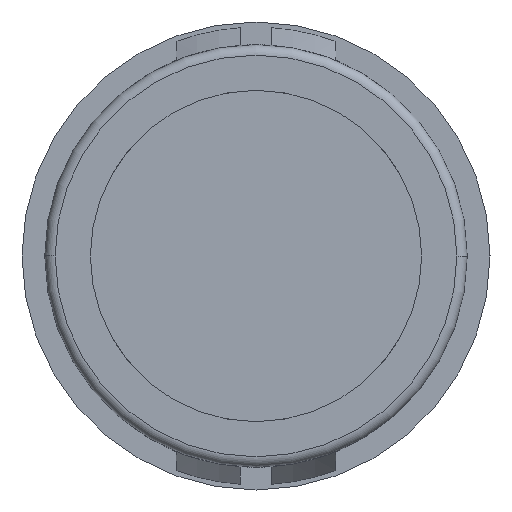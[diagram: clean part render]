
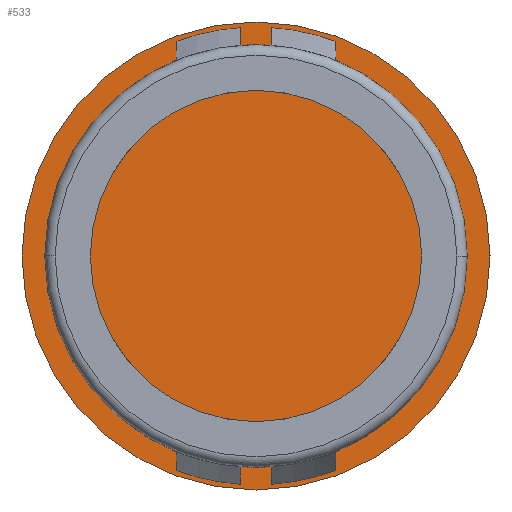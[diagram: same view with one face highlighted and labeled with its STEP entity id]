
A CAD part, front view. The second image highlights one B-rep face of the part: STEP entity #533.
In plain terms, the highlighted planar face has unit normal (0, -1, 0).
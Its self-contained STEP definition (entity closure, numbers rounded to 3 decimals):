
#180 = AXIS2_PLACEMENT_3D ( 'NONE', #847, #851, #852 ) ;
#220 = AXIS2_PLACEMENT_3D ( 'NONE', #838, #845, #846 ) ;
#228 = FACE_BOUND ( 'NONE', #699, .T. ) ;
#256 = AXIS2_PLACEMENT_3D ( 'NONE', #1929, #1933, #1934 ) ;
#258 = AXIS2_PLACEMENT_3D ( 'NONE', #1059, #1060, #1061 ) ;
#264 = AXIS2_PLACEMENT_3D ( 'NONE', #882, #883, #884 ) ;
#266 = FACE_OUTER_BOUND ( 'NONE', #674, .T. ) ;
#267 = FACE_BOUND ( 'NONE', #693, .T. ) ;
#301 = AXIS2_PLACEMENT_3D ( 'NONE', #780, #781, #782 ) ;
#305 = AXIS2_PLACEMENT_3D ( 'NONE', #1050, #1051, #1052 ) ;
#332 = VECTOR ( 'NONE', #1272, 1000. ) ;
#334 = VECTOR ( 'NONE', #1275, 1000. ) ;
#336 = VECTOR ( 'NONE', #1235, 1000. ) ;
#342 = VECTOR ( 'NONE', #1186, 1000. ) ;
#343 = AXIS2_PLACEMENT_3D ( 'NONE', #1217, #1218, #1219 ) ;
#346 = AXIS2_PLACEMENT_3D ( 'NONE', #1177, #1181, #1182 ) ;
#366 = AXIS2_PLACEMENT_3D ( 'NONE', #1943, #1944, #1945 ) ;
#397 = VERTEX_POINT ( 'NONE', #1670 ) ;
#410 = VERTEX_POINT ( 'NONE', #1682 ) ;
#417 = VERTEX_POINT ( 'NONE', #1687 ) ;
#463 = EDGE_CURVE ( 'NONE', #1551, #417, #1391, .T. ) ;
#493 = EDGE_CURVE ( 'NONE', #1540, #1552, #1371, .T. ) ;
#496 = EDGE_CURVE ( 'NONE', #1508, #1543, #1354, .T. ) ;
#502 = EDGE_CURVE ( 'NONE', #410, #397, #1464, .T. ) ;
#522 = EDGE_CURVE ( 'NONE', #1546, #1515, #1435, .T. ) ;
#524 = EDGE_CURVE ( 'NONE', #1558, #1540, #1427, .T. ) ;
#533 = ADVANCED_FACE ( 'NONE', ( #228, #267, #266 ), #881, .T. ) ;
#609 = ORIENTED_EDGE ( 'NONE', *, *, #496, .T. ) ;
#610 = ORIENTED_EDGE ( 'NONE', *, *, #1470, .T. ) ;
#611 = ORIENTED_EDGE ( 'NONE', *, *, #1381, .T. ) ;
#613 = ORIENTED_EDGE ( 'NONE', *, *, #522, .T. ) ;
#614 = ORIENTED_EDGE ( 'NONE', *, *, #1469, .F. ) ;
#615 = ORIENTED_EDGE ( 'NONE', *, *, #1445, .T. ) ;
#616 = ORIENTED_EDGE ( 'NONE', *, *, #1437, .T. ) ;
#617 = ORIENTED_EDGE ( 'NONE', *, *, #1454, .F. ) ;
#618 = ORIENTED_EDGE ( 'NONE', *, *, #1436, .T. ) ;
#619 = ORIENTED_EDGE ( 'NONE', *, *, #502, .F. ) ;
#620 = ORIENTED_EDGE ( 'NONE', *, *, #463, .T. ) ;
#621 = ORIENTED_EDGE ( 'NONE', *, *, #524, .T. ) ;
#622 = ORIENTED_EDGE ( 'NONE', *, *, #493, .T. ) ;
#626 = CARTESIAN_POINT ( 'NONE',  ( 5.35, 0., -5.948 ) ) ;
#629 = CARTESIAN_POINT ( 'NONE',  ( 5.35, 0., 8.684 ) ) ;
#674 = EDGE_LOOP ( 'NONE', ( #713, #619 ) ) ;
#693 = EDGE_LOOP ( 'NONE', ( #610, #621, #622, #616, #615, #609 ) ) ;
#699 = EDGE_LOOP ( 'NONE', ( #614, #620, #611, #617, #613, #618 ) ) ;
#713 = ORIENTED_EDGE ( 'NONE', *, *, #1376, .F. ) ;
#780 = CARTESIAN_POINT ( 'NONE',  ( 0., 0., 0. ) ) ;
#781 = DIRECTION ( 'NONE',  ( 0., 1., 0. ) ) ;
#782 = DIRECTION ( 'NONE',  ( -1., 0., 0. ) ) ;
#838 = CARTESIAN_POINT ( 'NONE',  ( 0., 0., 0. ) ) ;
#845 = DIRECTION ( 'NONE',  ( 0., -1., 0. ) ) ;
#846 = DIRECTION ( 'NONE',  ( 1., 0., 0. ) ) ;
#847 = CARTESIAN_POINT ( 'NONE',  ( 0., 0., 0. ) ) ;
#851 = DIRECTION ( 'NONE',  ( 0., 1., 0. ) ) ;
#852 = DIRECTION ( 'NONE',  ( 1., 0., 0. ) ) ;
#881 = PLANE ( 'NONE',  #264 ) ;
#882 = CARTESIAN_POINT ( 'NONE',  ( -11.05, 0., 0. ) ) ;
#883 = DIRECTION ( 'NONE',  ( 0., -1., 0. ) ) ;
#884 = DIRECTION ( 'NONE',  ( 1., 0., 0. ) ) ;
#1050 = CARTESIAN_POINT ( 'NONE',  ( 0., 0., 0. ) ) ;
#1051 = DIRECTION ( 'NONE',  ( 0., 1., 0. ) ) ;
#1052 = DIRECTION ( 'NONE',  ( -1., 0., 0. ) ) ;
#1059 = CARTESIAN_POINT ( 'NONE',  ( 0., 0., 0. ) ) ;
#1060 = DIRECTION ( 'NONE',  ( 0., 1., 0. ) ) ;
#1061 = DIRECTION ( 'NONE',  ( 1., 0., 0. ) ) ;
#1177 = CARTESIAN_POINT ( 'NONE',  ( 0., 0., 0. ) ) ;
#1181 = DIRECTION ( 'NONE',  ( 0., -1., 0. ) ) ;
#1182 = DIRECTION ( 'NONE',  ( 1., 0., 0. ) ) ;
#1184 = LINE ( 'NONE', #1185, #342 ) ;
#1185 = CARTESIAN_POINT ( 'NONE',  ( 5.35, 0., -11.3 ) ) ;
#1186 = DIRECTION ( 'NONE',  ( 0., 0., 1. ) ) ;
#1217 = CARTESIAN_POINT ( 'NONE',  ( 0., 0., 0. ) ) ;
#1218 = DIRECTION ( 'NONE',  ( 0., -1., 0. ) ) ;
#1219 = DIRECTION ( 'NONE',  ( 1., 0., 0. ) ) ;
#1233 = LINE ( 'NONE', #1234, #336 ) ;
#1234 = CARTESIAN_POINT ( 'NONE',  ( -5.35, 0., -11.3 ) ) ;
#1235 = DIRECTION ( 'NONE',  ( 0., 0., 1. ) ) ;
#1270 = LINE ( 'NONE', #1271, #332 ) ;
#1271 = CARTESIAN_POINT ( 'NONE',  ( -5.35, 0., -11.3 ) ) ;
#1272 = DIRECTION ( 'NONE',  ( 0., 0., 1. ) ) ;
#1273 = LINE ( 'NONE', #1274, #334 ) ;
#1274 = CARTESIAN_POINT ( 'NONE',  ( 5.35, 0., -11.3 ) ) ;
#1275 = DIRECTION ( 'NONE',  ( 0., 0., 1. ) ) ;
#1297 = CARTESIAN_POINT ( 'NONE',  ( 8., 0., 0. ) ) ;
#1300 = CARTESIAN_POINT ( 'NONE',  ( -5.35, 0., -5.948 ) ) ;
#1304 = CARTESIAN_POINT ( 'NONE',  ( -8., 0., 0. ) ) ;
#1315 = CARTESIAN_POINT ( 'NONE',  ( -5.35, 0., 8.684 ) ) ;
#1329 = CARTESIAN_POINT ( 'NONE',  ( 10.2, 0., 0. ) ) ;
#1332 = CARTESIAN_POINT ( 'NONE',  ( 5.35, 0., 5.948 ) ) ;
#1335 = CARTESIAN_POINT ( 'NONE',  ( -5.35, 0., 5.948 ) ) ;
#1340 = CARTESIAN_POINT ( 'NONE',  ( -5.35, 0., -8.684 ) ) ;
#1341 = CARTESIAN_POINT ( 'NONE',  ( 5.35, 0., -8.684 ) ) ;
#1354 = CIRCLE ( 'NONE', #366, 8. ) ;
#1356 = CIRCLE ( 'NONE', #343, 8. ) ;
#1358 = CIRCLE ( 'NONE', #346, 8. ) ;
#1371 = CIRCLE ( 'NONE', #256, 10.2 ) ;
#1376 = EDGE_CURVE ( 'NONE', #397, #410, #1398, .T. ) ;
#1381 = EDGE_CURVE ( 'NONE', #417, #1526, #1386, .T. ) ;
#1386 = CIRCLE ( 'NONE', #258, 10.2 ) ;
#1391 = CIRCLE ( 'NONE', #1585, 10.2 ) ;
#1398 = CIRCLE ( 'NONE', #305, 11.3 ) ;
#1427 = CIRCLE ( 'NONE', #180, 10.2 ) ;
#1435 = CIRCLE ( 'NONE', #220, 8. ) ;
#1436 = EDGE_CURVE ( 'NONE', #1515, #1511, #1358, .T. ) ;
#1437 = EDGE_CURVE ( 'NONE', #1552, #1555, #1184, .T. ) ;
#1445 = EDGE_CURVE ( 'NONE', #1555, #1508, #1356, .T. ) ;
#1454 = EDGE_CURVE ( 'NONE', #1546, #1526, #1233, .T. ) ;
#1464 = CIRCLE ( 'NONE', #301, 11.3 ) ;
#1469 = EDGE_CURVE ( 'NONE', #1551, #1511, #1270, .T. ) ;
#1470 = EDGE_CURVE ( 'NONE', #1543, #1558, #1273, .T. ) ;
#1508 = VERTEX_POINT ( 'NONE', #1297 ) ;
#1511 = VERTEX_POINT ( 'NONE', #1300 ) ;
#1515 = VERTEX_POINT ( 'NONE', #1304 ) ;
#1526 = VERTEX_POINT ( 'NONE', #1315 ) ;
#1540 = VERTEX_POINT ( 'NONE', #1329 ) ;
#1543 = VERTEX_POINT ( 'NONE', #1332 ) ;
#1546 = VERTEX_POINT ( 'NONE', #1335 ) ;
#1551 = VERTEX_POINT ( 'NONE', #1340 ) ;
#1552 = VERTEX_POINT ( 'NONE', #1341 ) ;
#1555 = VERTEX_POINT ( 'NONE', #626 ) ;
#1558 = VERTEX_POINT ( 'NONE', #629 ) ;
#1585 = AXIS2_PLACEMENT_3D ( 'NONE', #1836, #1837, #1838 ) ;
#1670 = CARTESIAN_POINT ( 'NONE',  ( -11.3, 0., 0. ) ) ;
#1682 = CARTESIAN_POINT ( 'NONE',  ( 11.3, 0., 0. ) ) ;
#1687 = CARTESIAN_POINT ( 'NONE',  ( -10.2, 0., 0. ) ) ;
#1836 = CARTESIAN_POINT ( 'NONE',  ( 0., 0., 0. ) ) ;
#1837 = DIRECTION ( 'NONE',  ( 0., 1., 0. ) ) ;
#1838 = DIRECTION ( 'NONE',  ( 1., 0., 0. ) ) ;
#1929 = CARTESIAN_POINT ( 'NONE',  ( 0., 0., 0. ) ) ;
#1933 = DIRECTION ( 'NONE',  ( 0., 1., 0. ) ) ;
#1934 = DIRECTION ( 'NONE',  ( 1., 0., 0. ) ) ;
#1943 = CARTESIAN_POINT ( 'NONE',  ( 0., 0., 0. ) ) ;
#1944 = DIRECTION ( 'NONE',  ( 0., -1., 0. ) ) ;
#1945 = DIRECTION ( 'NONE',  ( 1., 0., 0. ) ) ;
